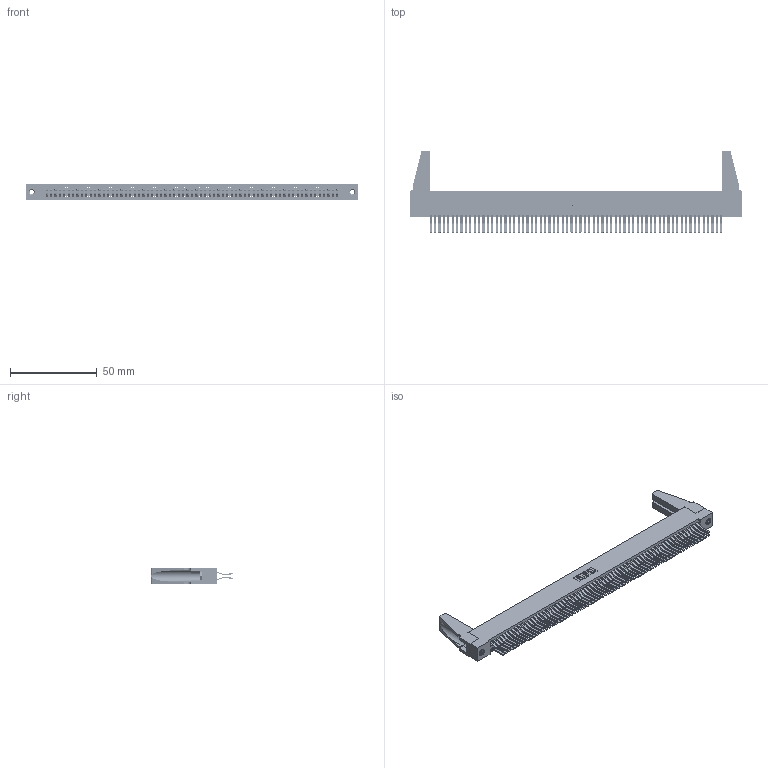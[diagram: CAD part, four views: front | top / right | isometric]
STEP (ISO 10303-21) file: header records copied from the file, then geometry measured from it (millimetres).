
FILE_DESCRIPTION (( 'STEP AP203' ), '1' );
FILE_NAME ('345-134-560-288.STEP', '2019-11-08T05:21:13', ( '' ), ( '' ), 'SwSTEP 2.0', 'SolidWorks 2016', '' );
FILE_SCHEMA (( 'CONFIG_CONTROL_DESIGN' ));
Length unit declared in the file: inch
Products named in the file (5): 345-292-001_560 Tail; 345-134-560-288; 345-220-078_345-220-088; 345-250-001_345-250-001-102; 345 Part_Flush Mounting Lugs - 0.156 Dia-TH
Assembly tree (139 placements, depth 2):
  345-134-560-288
    345 Part_Flush Mounting Lugs - 0.156 Dia-TH
    345-292-001_560 Tail  x134
    345-250-001_345-250-001-102  x2
    345-220-078_345-220-088  x2
Bounding box: 191.41 x 47.31 x 9.4 mm (x, y, z)
Volume: 22957 mm3; surface area: 34991.9 mm2
Topology: 139 solids, 139 shells, 7218 faces, 21425 edges, 14094 vertices
Faces by surface type: plane 4574, cylinder 2628, cone 12, torus 4
Entity records: 51440 total; most frequent: CARTESIAN_POINT 8594, ORIENTED_EDGE 8488, DIRECTION 7556, EDGE_CURVE 4244, LINE 3798, VECTOR 3798, VERTEX_POINT 2822, AXIS2_PLACEMENT_3D 1879
